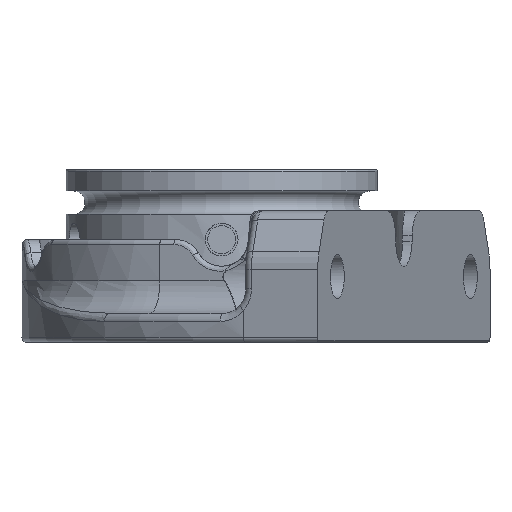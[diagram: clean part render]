
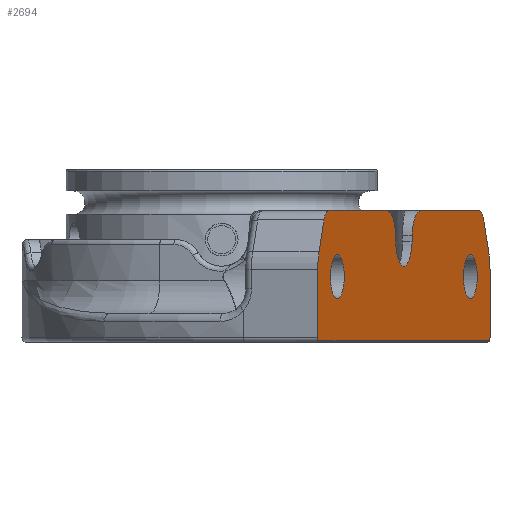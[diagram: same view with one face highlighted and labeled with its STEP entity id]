
A CAD part, front view. The second image highlights one B-rep face of the part: STEP entity #2694.
In plain terms, the highlighted planar face has unit normal (0.951, -0.309, 0).
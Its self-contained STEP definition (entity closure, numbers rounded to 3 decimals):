
#69=ELLIPSE('',#2943,2.716,2.675);
#70=ELLIPSE('',#2944,2.716,2.675);
#107=FACE_BOUND('',#398,.T.);
#108=FACE_BOUND('',#399,.T.);
#130=PLANE('',#2935);
#203=FACE_OUTER_BOUND('',#397,.T.);
#397=EDGE_LOOP('',(#1854,#1855,#1856,#1857,#1858,#1859,#1860,#1861,#1862,
#1863,#1864,#1865,#1866,#1867,#1868,#1869,#1870,#1871));
#398=EDGE_LOOP('',(#1872));
#399=EDGE_LOOP('',(#1873));
#676=CIRCLE('',#2890,0.5);
#686=CIRCLE('',#2905,0.5);
#707=CIRCLE('',#2936,5.);
#708=CIRCLE('',#2937,2.);
#709=CIRCLE('',#2938,3.25);
#710=CIRCLE('',#2939,3.25);
#711=CIRCLE('',#2940,3.25);
#712=CIRCLE('',#2941,2.);
#713=CIRCLE('',#2942,5.);
#866=LINE('',#4094,#979);
#876=LINE('',#4248,#989);
#881=LINE('',#4274,#994);
#882=LINE('',#4291,#995);
#883=LINE('',#4295,#996);
#884=LINE('',#4299,#997);
#885=LINE('',#4303,#998);
#886=LINE('',#4307,#999);
#887=LINE('',#4311,#1000);
#979=VECTOR('',#3256,10.);
#989=VECTOR('',#3316,10.);
#994=VECTOR('',#3341,10.);
#995=VECTOR('',#3362,10.);
#996=VECTOR('',#3365,10.);
#997=VECTOR('',#3368,10.);
#998=VECTOR('',#3371,10.);
#999=VECTOR('',#3374,10.);
#1000=VECTOR('',#3377,10.);
#1090=VERTEX_POINT('',#4073);
#1094=VERTEX_POINT('',#4080);
#1095=VERTEX_POINT('',#4093);
#1103=VERTEX_POINT('',#4127);
#1124=VERTEX_POINT('',#4247);
#1135=VERTEX_POINT('',#4272);
#1140=VERTEX_POINT('',#4288);
#1141=VERTEX_POINT('',#4290);
#1142=VERTEX_POINT('',#4292);
#1143=VERTEX_POINT('',#4294);
#1144=VERTEX_POINT('',#4296);
#1145=VERTEX_POINT('',#4298);
#1146=VERTEX_POINT('',#4300);
#1147=VERTEX_POINT('',#4302);
#1148=VERTEX_POINT('',#4304);
#1149=VERTEX_POINT('',#4306);
#1150=VERTEX_POINT('',#4308);
#1151=VERTEX_POINT('',#4310);
#1152=VERTEX_POINT('',#4313);
#1153=VERTEX_POINT('',#4315);
#1351=EDGE_CURVE('',#1094,#1090,#676,.T.);
#1352=EDGE_CURVE('',#1095,#1094,#866,.T.);
#1366=EDGE_CURVE('',#1103,#1095,#686,.T.);
#1390=EDGE_CURVE('',#1124,#1090,#876,.T.);
#1403=EDGE_CURVE('',#1135,#1103,#881,.T.);
#1409=EDGE_CURVE('',#1140,#1135,#707,.T.);
#1410=EDGE_CURVE('',#1141,#1140,#882,.T.);
#1411=EDGE_CURVE('',#1142,#1141,#708,.T.);
#1412=EDGE_CURVE('',#1142,#1143,#883,.T.);
#1413=EDGE_CURVE('',#1144,#1143,#709,.T.);
#1414=EDGE_CURVE('',#1144,#1145,#884,.T.);
#1415=EDGE_CURVE('',#1145,#1146,#710,.T.);
#1416=EDGE_CURVE('',#1146,#1147,#885,.T.);
#1417=EDGE_CURVE('',#1148,#1147,#711,.T.);
#1418=EDGE_CURVE('',#1148,#1149,#886,.T.);
#1419=EDGE_CURVE('',#1150,#1149,#712,.T.);
#1420=EDGE_CURVE('',#1151,#1150,#887,.T.);
#1421=EDGE_CURVE('',#1124,#1151,#713,.T.);
#1422=EDGE_CURVE('',#1152,#1152,#69,.T.);
#1423=EDGE_CURVE('',#1153,#1153,#70,.T.);
#1854=ORIENTED_EDGE('',*,*,#1366,.F.);
#1855=ORIENTED_EDGE('',*,*,#1403,.F.);
#1856=ORIENTED_EDGE('',*,*,#1409,.F.);
#1857=ORIENTED_EDGE('',*,*,#1410,.F.);
#1858=ORIENTED_EDGE('',*,*,#1411,.F.);
#1859=ORIENTED_EDGE('',*,*,#1412,.T.);
#1860=ORIENTED_EDGE('',*,*,#1413,.F.);
#1861=ORIENTED_EDGE('',*,*,#1414,.T.);
#1862=ORIENTED_EDGE('',*,*,#1415,.T.);
#1863=ORIENTED_EDGE('',*,*,#1416,.T.);
#1864=ORIENTED_EDGE('',*,*,#1417,.F.);
#1865=ORIENTED_EDGE('',*,*,#1418,.T.);
#1866=ORIENTED_EDGE('',*,*,#1419,.F.);
#1867=ORIENTED_EDGE('',*,*,#1420,.F.);
#1868=ORIENTED_EDGE('',*,*,#1421,.F.);
#1869=ORIENTED_EDGE('',*,*,#1390,.T.);
#1870=ORIENTED_EDGE('',*,*,#1351,.F.);
#1871=ORIENTED_EDGE('',*,*,#1352,.F.);
#1872=ORIENTED_EDGE('',*,*,#1422,.T.);
#1873=ORIENTED_EDGE('',*,*,#1423,.T.);
#2694=ADVANCED_FACE('',(#203,#107,#108),#130,.T.);
#2890=AXIS2_PLACEMENT_3D('',#4091,#3252,#3253);
#2905=AXIS2_PLACEMENT_3D('',#4129,#3286,#3287);
#2935=AXIS2_PLACEMENT_3D('',#4287,#3358,#3359);
#2936=AXIS2_PLACEMENT_3D('',#4289,#3360,#3361);
#2937=AXIS2_PLACEMENT_3D('',#4293,#3363,#3364);
#2938=AXIS2_PLACEMENT_3D('',#4297,#3366,#3367);
#2939=AXIS2_PLACEMENT_3D('',#4301,#3369,#3370);
#2940=AXIS2_PLACEMENT_3D('',#4305,#3372,#3373);
#2941=AXIS2_PLACEMENT_3D('',#4309,#3375,#3376);
#2942=AXIS2_PLACEMENT_3D('',#4312,#3378,#3379);
#2943=AXIS2_PLACEMENT_3D('',#4314,#3380,#3381);
#2944=AXIS2_PLACEMENT_3D('',#4316,#3382,#3383);
#3252=DIRECTION('center_axis',(-0.951,0.309,0.));
#3253=DIRECTION('ref_axis',(-0.219,-0.672,-0.707));
#3256=DIRECTION('',(-0.309,-0.951,0.));
#3286=DIRECTION('center_axis',(-0.951,0.309,0.));
#3287=DIRECTION('ref_axis',(0.219,0.672,-0.707));
#3316=DIRECTION('',(0.,0.,-1.));
#3341=DIRECTION('',(0.,0.,-1.));
#3358=DIRECTION('center_axis',(0.951,-0.309,0.));
#3359=DIRECTION('ref_axis',(0.309,0.951,0.));
#3360=DIRECTION('center_axis',(-0.951,0.309,0.));
#3361=DIRECTION('ref_axis',(0.301,0.926,0.23));
#3362=DIRECTION('',(0.138,0.425,-0.894));
#3363=DIRECTION('center_axis',(-0.951,0.309,0.));
#3364=DIRECTION('ref_axis',(0.162,0.5,0.851));
#3365=DIRECTION('',(-0.309,-0.951,0.));
#3366=DIRECTION('center_axis',(-0.951,0.309,0.));
#3367=DIRECTION('ref_axis',(-0.209,-0.643,0.737));
#3368=DIRECTION('',(-0.027,-0.083,-0.996));
#3369=DIRECTION('center_axis',(-0.951,0.309,0.));
#3370=DIRECTION('ref_axis',(0.309,0.951,0.));
#3371=DIRECTION('',(-0.027,-0.083,0.996));
#3372=DIRECTION('center_axis',(-0.951,0.309,0.));
#3373=DIRECTION('ref_axis',(0.209,0.643,0.737));
#3374=DIRECTION('',(-0.309,-0.951,0.));
#3375=DIRECTION('center_axis',(-0.951,0.309,0.));
#3376=DIRECTION('ref_axis',(-0.162,-0.5,0.851));
#3377=DIRECTION('',(0.138,0.425,0.894));
#3378=DIRECTION('center_axis',(-0.951,0.309,0.));
#3379=DIRECTION('ref_axis',(-0.301,-0.926,0.23));
#3380=DIRECTION('center_axis',(-0.951,0.309,0.));
#3381=DIRECTION('ref_axis',(-0.309,-0.951,0.));
#3382=DIRECTION('center_axis',(-0.951,0.309,0.));
#3383=DIRECTION('ref_axis',(0.309,0.951,0.));
#4073=CARTESIAN_POINT('',(11.724,-39.559,-5.5));
#4080=CARTESIAN_POINT('',(11.745,-39.495,-5.75));
#4091=CARTESIAN_POINT('Origin',(11.879,-39.084,-5.5));
#4093=CARTESIAN_POINT('',(32.717,25.049,-5.75));
#4094=CARTESIAN_POINT('',(18.465,-18.814,-5.75));
#4127=CARTESIAN_POINT('',(32.738,25.113,-5.5));
#4129=CARTESIAN_POINT('Origin',(32.583,24.637,-5.5));
#4247=CARTESIAN_POINT('',(11.724,-39.559,2.82));
#4248=CARTESIAN_POINT('',(11.724,-39.559,8.));
#4272=CARTESIAN_POINT('',(32.738,25.113,2.82));
#4274=CARTESIAN_POINT('',(32.738,25.113,8.));
#4287=CARTESIAN_POINT('Origin',(14.699,-30.405,-5.));
#4288=CARTESIAN_POINT('',(32.574,24.611,5.056));
#4289=CARTESIAN_POINT('Origin',(31.192,20.357,2.82));
#4290=CARTESIAN_POINT('',(31.981,22.785,8.894));
#4291=CARTESIAN_POINT('',(31.258,20.559,13.575));
#4292=CARTESIAN_POINT('',(31.429,21.084,10.));
#4293=CARTESIAN_POINT('Origin',(31.429,21.084,8.));
#4294=CARTESIAN_POINT('',(24.254,-0.997,10.));
#4295=CARTESIAN_POINT('',(14.699,-30.405,10.));
#4296=CARTESIAN_POINT('',(23.254,-4.076,7.033));
#4297=CARTESIAN_POINT('Origin',(24.254,-0.997,6.75));
#4298=CARTESIAN_POINT('',(23.231,-4.144,6.217));
#4299=CARTESIAN_POINT('',(23.049,-4.707,-0.548));
#4300=CARTESIAN_POINT('',(21.23,-10.302,6.217));
#4301=CARTESIAN_POINT('Origin',(22.231,-7.223,6.5));
#4302=CARTESIAN_POINT('',(21.208,-10.37,7.033));
#4303=CARTESIAN_POINT('',(21.275,-10.164,4.557));
#4304=CARTESIAN_POINT('',(20.208,-13.45,10.));
#4305=CARTESIAN_POINT('Origin',(20.208,-13.45,6.75));
#4306=CARTESIAN_POINT('',(13.033,-35.53,10.));
#4307=CARTESIAN_POINT('',(14.699,-30.405,10.));
#4308=CARTESIAN_POINT('',(12.481,-37.232,8.894));
#4309=CARTESIAN_POINT('Origin',(13.033,-35.53,8.));
#4310=CARTESIAN_POINT('',(11.887,-39.057,5.056));
#4311=CARTESIAN_POINT('',(11.697,-39.642,3.825));
#4312=CARTESIAN_POINT('Origin',(13.269,-34.804,2.82));
#4313=CARTESIAN_POINT('',(30.344,17.746,4.675));
#4314=CARTESIAN_POINT('Origin',(30.344,17.746,2.));
#4315=CARTESIAN_POINT('',(14.118,-32.192,4.675));
#4316=CARTESIAN_POINT('Origin',(14.118,-32.192,2.));
